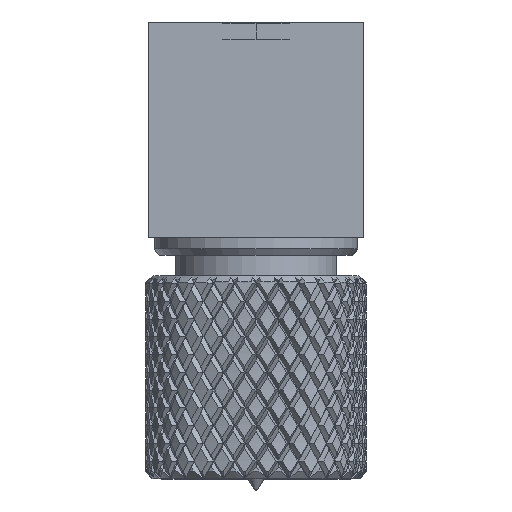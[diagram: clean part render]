
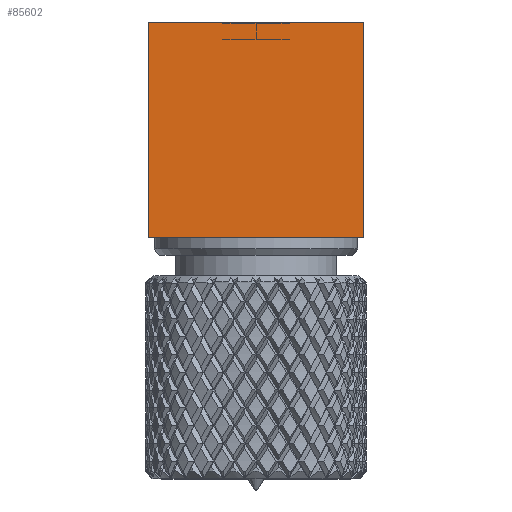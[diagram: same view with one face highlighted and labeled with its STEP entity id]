
A CAD part, top view. The second image highlights one B-rep face of the part: STEP entity #85602.
In plain terms, the highlighted face is planar.
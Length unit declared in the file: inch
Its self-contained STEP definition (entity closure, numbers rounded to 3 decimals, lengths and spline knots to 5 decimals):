
#5253 = VERTEX_POINT ( 'NONE', #83099 ) ;
#5969 = VERTEX_POINT ( 'NONE', #30978 ) ;
#7432 = ORIENTED_EDGE ( 'NONE', *, *, #51608, .T. ) ;
#10274 = CARTESIAN_POINT ( 'NONE',  ( 0.125, 0.125, 0.125 ) ) ;
#11399 = VERTEX_POINT ( 'NONE', #23688 ) ;
#14236 = DIRECTION ( 'NONE',  ( 0., 0., -1. ) ) ;
#15093 = LINE ( 'NONE', #55238, #27052 ) ;
#17007 = EDGE_CURVE ( 'NONE', #81022, #11399, #19902, .T. ) ;
#17359 = VECTOR ( 'NONE', #86668, 39.37008 ) ;
#17911 = ORIENTED_EDGE ( 'NONE', *, *, #62748, .T. ) ;
#19854 = PLANE ( 'NONE',  #84026 ) ;
#19902 = LINE ( 'NONE', #27841, #67248 ) ;
#23688 = CARTESIAN_POINT ( 'NONE',  ( -0.125, 0.125, 0.125 ) ) ;
#27052 = VECTOR ( 'NONE', #14236, 39.37008 ) ;
#27841 = CARTESIAN_POINT ( 'NONE',  ( -0.125, 0.125, 0.125 ) ) ;
#27918 = CARTESIAN_POINT ( 'NONE',  ( -0.125, 0.125, -0.125 ) ) ;
#30978 = CARTESIAN_POINT ( 'NONE',  ( 0.125, 0.125, -0.125 ) ) ;
#32508 = LINE ( 'NONE', #46591, #17359 ) ;
#38671 = EDGE_CURVE ( 'NONE', #11399, #5253, #15093, .T. ) ;
#46591 = CARTESIAN_POINT ( 'NONE',  ( 0.125, 0.125, 0.125 ) ) ;
#48591 = VECTOR ( 'NONE', #54793, 39.37008 ) ;
#51608 = EDGE_CURVE ( 'NONE', #81022, #5969, #32508, .T. ) ;
#51702 = ORIENTED_EDGE ( 'NONE', *, *, #38671, .F. ) ;
#52514 = EDGE_LOOP ( 'NONE', ( #17911, #51702, #80679, #7432 ) ) ;
#54793 = DIRECTION ( 'NONE',  ( -1., 0., 0. ) ) ;
#55238 = CARTESIAN_POINT ( 'NONE',  ( -0.125, 0.125, 0.125 ) ) ;
#60436 = DIRECTION ( 'NONE',  ( 0., 0., -1. ) ) ;
#62748 = EDGE_CURVE ( 'NONE', #5969, #5253, #75048, .T. ) ;
#67248 = VECTOR ( 'NONE', #73238, 39.37008 ) ;
#73238 = DIRECTION ( 'NONE',  ( -1., 0., 0. ) ) ;
#73622 = CARTESIAN_POINT ( 'NONE',  ( -0.125, 0.125, 0.125 ) ) ;
#74931 = DIRECTION ( 'NONE',  ( 0., -1., 0. ) ) ;
#75048 = LINE ( 'NONE', #27918, #48591 ) ;
#80679 = ORIENTED_EDGE ( 'NONE', *, *, #17007, .F. ) ;
#81022 = VERTEX_POINT ( 'NONE', #10274 ) ;
#83099 = CARTESIAN_POINT ( 'NONE',  ( -0.125, 0.125, -0.125 ) ) ;
#84026 = AXIS2_PLACEMENT_3D ( 'NONE', #73622, #74931, #60436 ) ;
#85549 = FACE_OUTER_BOUND ( 'NONE', #52514, .T. ) ;
#85602 = ADVANCED_FACE ( 'NONE', ( #85549 ), #19854, .F. ) ;
#86668 = DIRECTION ( 'NONE',  ( 0., 0., -1. ) ) ;
